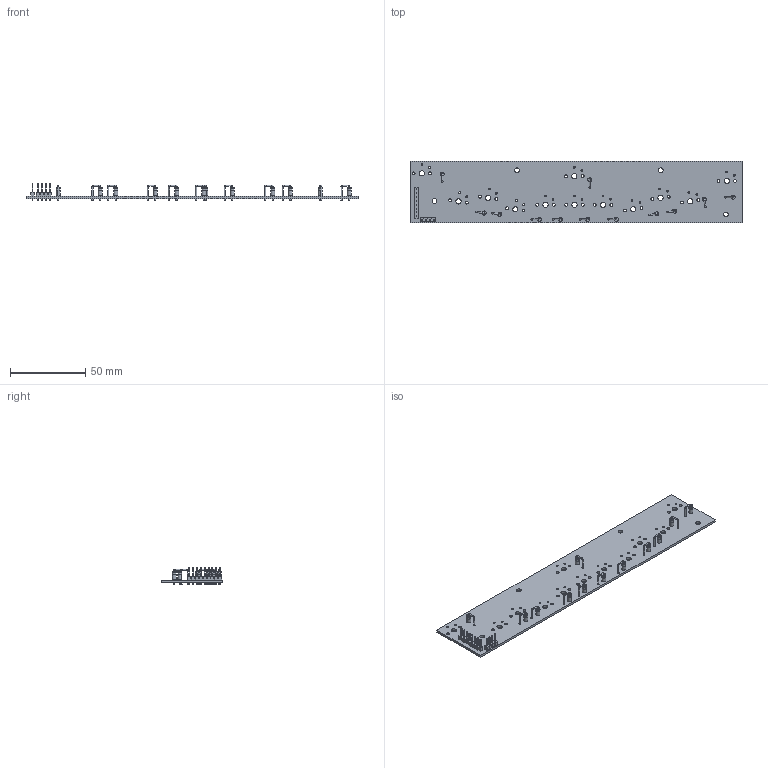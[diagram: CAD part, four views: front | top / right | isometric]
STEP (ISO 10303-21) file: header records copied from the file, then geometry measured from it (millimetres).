
FILE_DESCRIPTION(('KiCad electronic assembly'),'2;1');
FILE_NAME('top_keyboard_pcb.step','2023-05-23T21:58:51',('Pcbnew'),( 'Kicad'),'Open CASCADE STEP processor 7.6','KiCad to STEP converter' ,'Unknown');
FILE_SCHEMA(('AUTOMOTIVE_DESIGN { 1 0 10303 214 1 1 1 1 }'));
Length unit declared in the file: millimetre
Products named in the file (8): top_keyboard_pcb 1; D_DO-41_SOD81_P5.08mm_Vertical_KathodeUp; SOLID; PinHeader_1x08_P2.54mm_Vertical; PinHeader_1x04_P2.54mm_Vertical; PCB
Assembly tree (18 placements, depth 3):
  top_keyboard_pcb 1
    D_DO-41_SOD81_P5.08mm_Vertical_KathodeUp  x12
      SOLID
    PinHeader_1x08_P2.54mm_Vertical
      SOLID
    PinHeader_1x04_P2.54mm_Vertical
      SOLID
    PCB
Bounding box: 219.96 x 40.98 x 11.54 mm (x, y, z)
Volume: 14524.6 mm3; surface area: 20997.9 mm2
Topology: 15 solids, 15 shells, 582 faces, 1296 edges, 816 vertices
Faces by surface type: plane 374, cylinder 184, torus 24
Full cylindrical faces by diameter (mm): 0.8 x48, 1 x12, 1.1 x24, 1.2 x24, 1.9 x24, 2.7 x24, 2.72 x12, 3.2 x4, 3.45 x12
Entity records: 29239 total; most frequent: CARTESIAN_POINT 5439, DIRECTION 4015, LINE 2703, VECTOR 2703, ORIENTED_EDGE 2086, PCURVE 2086, DEFINITIONAL_REPRESENTATION 2086, EDGE_CURVE 1043
